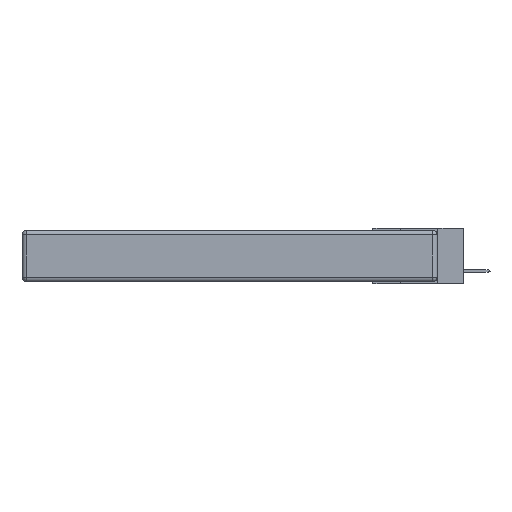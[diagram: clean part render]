
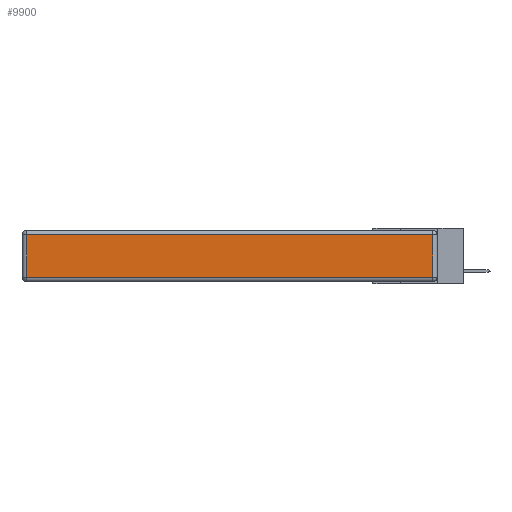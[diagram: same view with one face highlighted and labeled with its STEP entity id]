
A CAD part, left-side view. The second image highlights one B-rep face of the part: STEP entity #9900.
In plain terms, the highlighted planar face has unit normal (-1, 0, 0).
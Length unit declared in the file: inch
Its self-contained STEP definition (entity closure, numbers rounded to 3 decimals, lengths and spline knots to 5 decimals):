
#73 = EDGE_LOOP ( 'NONE', ( #18054, #19460, #19400, #31221 ) ) ;
#582 = LINE ( 'NONE', #32833, #7742 ) ;
#5477 = LINE ( 'NONE', #6083, #28995 ) ;
#6083 = CARTESIAN_POINT ( 'NONE',  ( 0., 2.72, -0.343 ) ) ;
#7485 = DIRECTION ( 'NONE',  ( 0., 0., 1. ) ) ;
#7742 = VECTOR ( 'NONE', #7485, 39.37008 ) ;
#8685 = VERTEX_POINT ( 'NONE', #32594 ) ;
#9900 = ADVANCED_FACE ( 'NONE', ( #19410 ), #27243, .T. ) ;
#10199 = LINE ( 'NONE', #18121, #11822 ) ;
#10293 = EDGE_CURVE ( 'NONE', #21865, #8685, #5477, .T. ) ;
#10556 = VERTEX_POINT ( 'NONE', #24185 ) ;
#10700 = AXIS2_PLACEMENT_3D ( 'NONE', #12151, #22247, #22133 ) ;
#11548 = DIRECTION ( 'NONE',  ( 0., 0., -1. ) ) ;
#11822 = VECTOR ( 'NONE', #20690, 39.37008 ) ;
#12151 = CARTESIAN_POINT ( 'NONE',  ( 0., 0., -0.343 ) ) ;
#16984 = CARTESIAN_POINT ( 'NONE',  ( 0., 0.03, -0.03 ) ) ;
#18054 = ORIENTED_EDGE ( 'NONE', *, *, #23554, .T. ) ;
#18121 = CARTESIAN_POINT ( 'NONE',  ( 0., 0., -0.313 ) ) ;
#18851 = CARTESIAN_POINT ( 'NONE',  ( 0., 2.75, -0.03 ) ) ;
#19400 = ORIENTED_EDGE ( 'NONE', *, *, #22554, .T. ) ;
#19410 = FACE_OUTER_BOUND ( 'NONE', #73, .T. ) ;
#19460 = ORIENTED_EDGE ( 'NONE', *, *, #25764, .T. ) ;
#20485 = CARTESIAN_POINT ( 'NONE',  ( 0., 2.72, -0.03 ) ) ;
#20690 = DIRECTION ( 'NONE',  ( 0., -1., 0. ) ) ;
#21865 = VERTEX_POINT ( 'NONE', #20485 ) ;
#22133 = DIRECTION ( 'NONE',  ( 0., 0., 1. ) ) ;
#22247 = DIRECTION ( 'NONE',  ( -1., 0., 0. ) ) ;
#22554 = EDGE_CURVE ( 'NONE', #22665, #21865, #29736, .T. ) ;
#22575 = VECTOR ( 'NONE', #26871, 39.37008 ) ;
#22665 = VERTEX_POINT ( 'NONE', #16984 ) ;
#23554 = EDGE_CURVE ( 'NONE', #8685, #10556, #10199, .T. ) ;
#24185 = CARTESIAN_POINT ( 'NONE',  ( 0., 0.03, -0.313 ) ) ;
#25764 = EDGE_CURVE ( 'NONE', #10556, #22665, #582, .T. ) ;
#26871 = DIRECTION ( 'NONE',  ( 0., 1., 0. ) ) ;
#27243 = PLANE ( 'NONE',  #10700 ) ;
#28995 = VECTOR ( 'NONE', #11548, 39.37008 ) ;
#29736 = LINE ( 'NONE', #18851, #22575 ) ;
#31221 = ORIENTED_EDGE ( 'NONE', *, *, #10293, .T. ) ;
#32594 = CARTESIAN_POINT ( 'NONE',  ( 0., 2.72, -0.313 ) ) ;
#32833 = CARTESIAN_POINT ( 'NONE',  ( 0., 0.03, -0.343 ) ) ;
